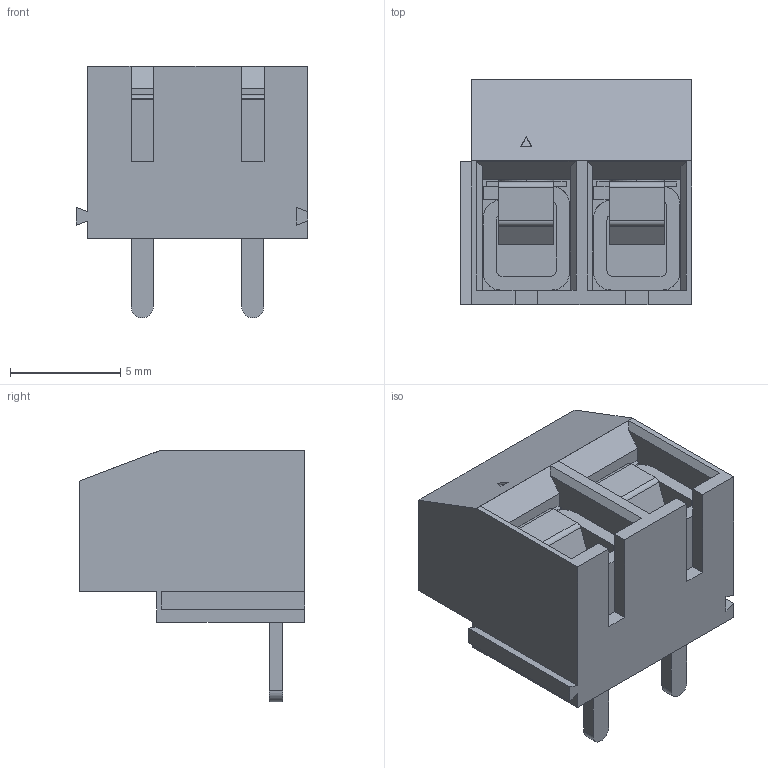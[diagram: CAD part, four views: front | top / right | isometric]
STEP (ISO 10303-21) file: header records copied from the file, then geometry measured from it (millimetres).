
FILE_DESCRIPTION (( 'STEP AP214' ), '1' );
FILE_NAME ('DG126R-5.0-02P-12-00AH.STEP', '2021-01-19T16:07:57', ( '' ), ( '' ), 'SwSTEP 2.0', 'SolidWorks 2020', '' );
FILE_SCHEMA (( 'AUTOMOTIVE_DESIGN' ));
Length unit declared in the file: millimetre
Products named in the file (1): DG126R-5.0-02P-12-00AH
Bounding box: 10.5 x 10.2 x 11.4 mm (x, y, z)
Volume: 563.5 mm3; surface area: 1099.8 mm2
Topology: 1 solids, 1 shells, 477 faces, 1297 edges, 852 vertices
Faces by surface type: plane 270, bspline 141, cylinder 48, torus 14, cone 4
Entity records: 26839 total; most frequent: CARTESIAN_POINT 11136, ORIENTED_EDGE 2594, DIRECTION 1783, EDGE_CURVE 1297, VECTOR 857, LINE 857, VERTEX_POINT 852, EDGE_LOOP 515
